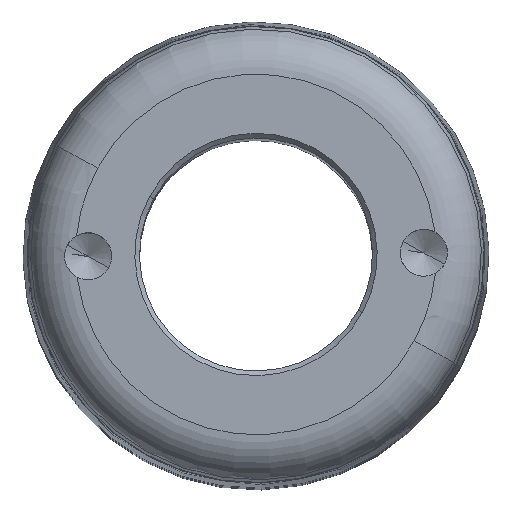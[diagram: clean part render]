
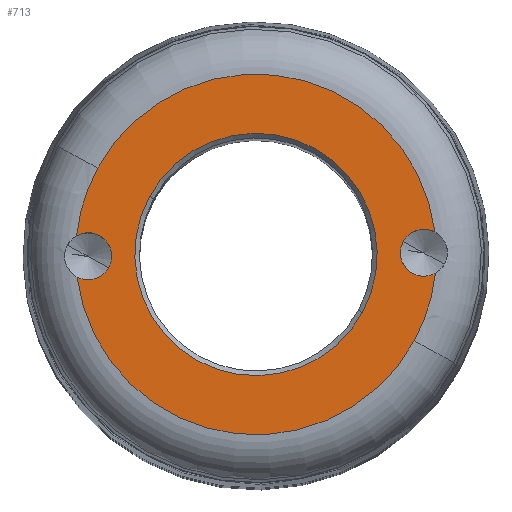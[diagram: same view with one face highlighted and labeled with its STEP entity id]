
A CAD part, top view. The second image highlights one B-rep face of the part: STEP entity #713.
In plain terms, the highlighted planar face has unit normal (0, 0, 1).
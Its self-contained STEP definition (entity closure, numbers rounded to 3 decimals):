
#124=CARTESIAN_POINT('Vertex',(22.817,-12.465,190.)) ;
#140=CARTESIAN_POINT('Vertex',(-22.817,12.465,190.)) ;
#143=CARTESIAN_POINT('Axis2P3D Location',(0.,0.,190.)) ;
#165=CARTESIAN_POINT('Axis2P3D Location',(0.,0.,190.)) ;
#544=CARTESIAN_POINT('Axis2P3D Location',(0.,0.,190.)) ;
#548=CARTESIAN_POINT('Vertex',(38.477,-4.023,190.)) ;
#550=CARTESIAN_POINT('Vertex',(33.951,-18.548,190.)) ;
#571=CARTESIAN_POINT('Vertex',(-33.951,18.548,190.)) ;
#574=CARTESIAN_POINT('Axis2P3D Location',(0.,0.,190.)) ;
#578=CARTESIAN_POINT('Vertex',(38.384,4.836,190.)) ;
#619=CARTESIAN_POINT('Axis2P3D Location',(36.,0.381,190.)) ;
#623=CARTESIAN_POINT('Vertex',(31.566,2.803,190.)) ;
#649=CARTESIAN_POINT('Axis2P3D Location',(36.,0.381,190.)) ;
#668=CARTESIAN_POINT('Axis2P3D Location',(-25.,0.,190.)) ;
#673=CARTESIAN_POINT('Axis2P3D Location',(-36.,-0.381,190.)) ;
#677=CARTESIAN_POINT('Vertex',(-38.477,4.023,190.)) ;
#679=CARTESIAN_POINT('Vertex',(-31.566,-2.803,190.)) ;
#682=CARTESIAN_POINT('Axis2P3D Location',(-36.,-0.381,190.)) ;
#686=CARTESIAN_POINT('Vertex',(-38.384,-4.836,190.)) ;
#689=CARTESIAN_POINT('Axis2P3D Location',(0.,0.,190.)) ;
#694=CARTESIAN_POINT('Axis2P3D Location',(0.,0.,190.)) ;
#144=DIRECTION('Axis2P3D Direction',(0.,0.,-1.)) ;
#166=DIRECTION('Axis2P3D Direction',(0.,0.,-1.)) ;
#545=DIRECTION('Axis2P3D Direction',(-0.,0.,-1.)) ;
#575=DIRECTION('Axis2P3D Direction',(-0.,0.,-1.)) ;
#620=DIRECTION('Axis2P3D Direction',(0.,0.,-1.)) ;
#650=DIRECTION('Axis2P3D Direction',(0.,0.,-1.)) ;
#669=DIRECTION('Axis2P3D Direction',(0.,0.,-1.)) ;
#670=DIRECTION('Axis2P3D XDirection',(1.,0.,0.)) ;
#674=DIRECTION('Axis2P3D Direction',(0.,0.,-1.)) ;
#683=DIRECTION('Axis2P3D Direction',(0.,0.,-1.)) ;
#690=DIRECTION('Axis2P3D Direction',(0.,0.,-1.)) ;
#695=DIRECTION('Axis2P3D Direction',(0.,0.,-1.)) ;
#145=AXIS2_PLACEMENT_3D('Circle Axis2P3D',#143,#144,$) ;
#167=AXIS2_PLACEMENT_3D('Circle Axis2P3D',#165,#166,$) ;
#546=AXIS2_PLACEMENT_3D('Circle Axis2P3D',#544,#545,$) ;
#576=AXIS2_PLACEMENT_3D('Circle Axis2P3D',#574,#575,$) ;
#621=AXIS2_PLACEMENT_3D('Circle Axis2P3D',#619,#620,$) ;
#651=AXIS2_PLACEMENT_3D('Circle Axis2P3D',#649,#650,$) ;
#671=AXIS2_PLACEMENT_3D('Plane Axis2P3D',#668,#669,#670) ;
#675=AXIS2_PLACEMENT_3D('Circle Axis2P3D',#673,#674,$) ;
#684=AXIS2_PLACEMENT_3D('Circle Axis2P3D',#682,#683,$) ;
#691=AXIS2_PLACEMENT_3D('Circle Axis2P3D',#689,#690,$) ;
#696=AXIS2_PLACEMENT_3D('Circle Axis2P3D',#694,#695,$) ;
#700=ORIENTED_EDGE('',*,*,#681,.T.) ;
#701=ORIENTED_EDGE('',*,*,#688,.T.) ;
#702=ORIENTED_EDGE('',*,*,#693,.F.) ;
#703=ORIENTED_EDGE('',*,*,#552,.F.) ;
#704=ORIENTED_EDGE('',*,*,#653,.T.) ;
#705=ORIENTED_EDGE('',*,*,#625,.T.) ;
#706=ORIENTED_EDGE('',*,*,#580,.F.) ;
#707=ORIENTED_EDGE('',*,*,#698,.F.) ;
#710=ORIENTED_EDGE('',*,*,#169,.T.) ;
#711=ORIENTED_EDGE('',*,*,#147,.T.) ;
#712=FACE_BOUND('',#709,.T.) ;
#713=ADVANCED_FACE('PartBody',(#708,#712),#672,.F.) ;
#146=CIRCLE('generated circle',#145,26.) ;
#168=CIRCLE('generated circle',#167,26.) ;
#547=CIRCLE('generated circle',#546,38.687) ;
#577=CIRCLE('generated circle',#576,38.687) ;
#622=CIRCLE('generated circle',#621,5.053) ;
#652=CIRCLE('generated circle',#651,5.053) ;
#676=CIRCLE('generated circle',#675,5.053) ;
#685=CIRCLE('generated circle',#684,5.053) ;
#692=CIRCLE('generated circle',#691,38.687) ;
#697=CIRCLE('generated circle',#696,38.687) ;
#147=EDGE_CURVE('',#125,#141,#146,.T.) ;
#169=EDGE_CURVE('',#141,#125,#168,.T.) ;
#552=EDGE_CURVE('',#549,#551,#547,.T.) ;
#580=EDGE_CURVE('',#572,#579,#577,.T.) ;
#625=EDGE_CURVE('',#624,#579,#622,.T.) ;
#653=EDGE_CURVE('',#549,#624,#652,.T.) ;
#681=EDGE_CURVE('',#678,#680,#676,.T.) ;
#688=EDGE_CURVE('',#680,#687,#685,.T.) ;
#693=EDGE_CURVE('',#551,#687,#692,.T.) ;
#698=EDGE_CURVE('',#678,#572,#697,.T.) ;
#699=EDGE_LOOP('',(#700,#701,#702,#703,#704,#705,#706,#707)) ;
#709=EDGE_LOOP('',(#710,#711)) ;
#708=FACE_OUTER_BOUND('',#699,.T.) ;
#672=PLANE('Plane',#671) ;
#125=VERTEX_POINT('',#124) ;
#141=VERTEX_POINT('',#140) ;
#549=VERTEX_POINT('',#548) ;
#551=VERTEX_POINT('',#550) ;
#572=VERTEX_POINT('',#571) ;
#579=VERTEX_POINT('',#578) ;
#624=VERTEX_POINT('',#623) ;
#678=VERTEX_POINT('',#677) ;
#680=VERTEX_POINT('',#679) ;
#687=VERTEX_POINT('',#686) ;
